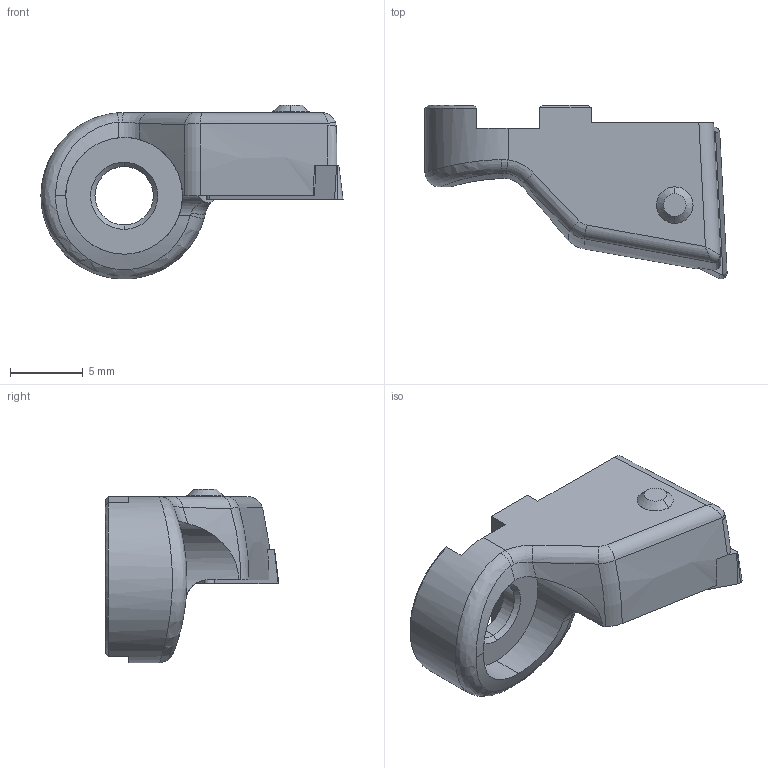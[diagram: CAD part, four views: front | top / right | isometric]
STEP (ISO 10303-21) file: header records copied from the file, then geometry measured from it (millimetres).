
FILE_DESCRIPTION(('no description'),'unknown implementation level');
FILE_NAME('B6C32F7E-01E2-4364-AC67-E46B6920C744_export.stp',' ',('CIMSOURCE GmbH'),('CADClick - KiM GmbH - www.kimweb.de'),'unknown preprocess','ACIS','unknown authorization');
FILE_SCHEMA(('automotive_design'));
Length unit declared in the file: millimetre
Products named in the file (3): 626.132 Kaiser ENH 32 TC11 41-51|655.383 Kaiser TCGT 110204 K10C;Kombinieren1; 626.132 Kaiser ENH 32 TC11 41-51|694.122 Kaiser ETL M2.5x6.5 T7 IP 10S;Kreismuster1; 626.132 Kaiser ENH 32 TC11 41-51|626.132 Kaiser ENH 32 TC11 41-51;Fase2
Bounding box: 20.7 x 11.9 x 11.92 mm (x, y, z)
Volume: 864.9 mm3; surface area: 1065.4 mm2
Topology: 3 solids, 3 shells, 114 faces, 282 edges, 174 vertices
Faces by surface type: cylinder 38, plane 32, cone 25, bspline 11, torus 8
Entity records: 13659 total; most frequent: CARTESIAN_POINT 7719, STYLED_ITEM 572, PRESENTATION_STYLE_ASSIGNMENT 572, COLOUR_RGB 572, DIRECTION 566, ORIENTED_EDGE 562, EDGE_CURVE 281, CURVE_STYLE 281
